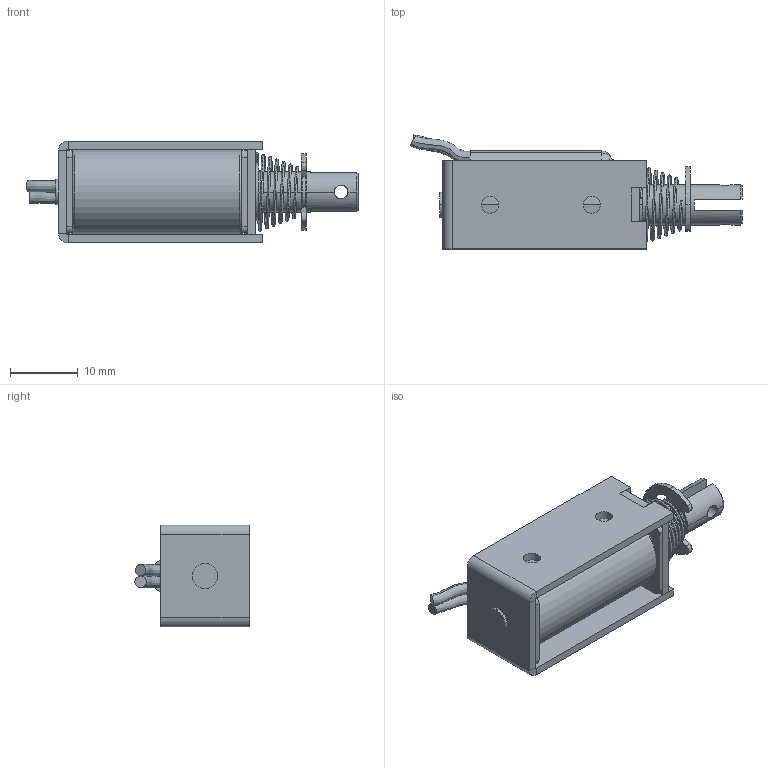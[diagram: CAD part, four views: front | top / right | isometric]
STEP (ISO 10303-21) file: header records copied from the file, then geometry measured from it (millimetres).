
FILE_DESCRIPTION (( 'STEP AP214' ), '1' );
FILE_NAME ('ZYE1-0530.STEP', '2016-02-02T22:14:15', ( 'Client' ), ( '' ), 'SwSTEP 2.0', 'SolidWorks 2015', '' );
FILE_SCHEMA (( 'AUTOMOTIVE_DESIGN' ));
Length unit declared in the file: millimetre
Products named in the file (5): ZYE1-0530-2; ZYE1-0530-1; ZYE1-0530; lock washer for shafts_din_Lock washer DIN 6799 - 5; Tapered spring
Assembly tree (4 placements, depth 2):
  ZYE1-0530
    ZYE1-0530-1
    ZYE1-0530-2
    Tapered spring
    lock washer for shafts_din_Lock washer DIN 6799 - 5
Bounding box: 48.89 x 16.81 x 15 mm (x, y, z)
Volume: 5036.9 mm3; surface area: 7409.7 mm2
Topology: 10 solids, 10 shells, 179 faces, 419 edges, 265 vertices
Faces by surface type: plane 86, cylinder 65, bspline 13, torus 8, cone 7
Entity records: 10282 total; most frequent: CARTESIAN_POINT 5739, DIRECTION 903, ORIENTED_EDGE 834, EDGE_CURVE 417, AXIS2_PLACEMENT_3D 341, VERTEX_POINT 265, LINE 221, VECTOR 221
